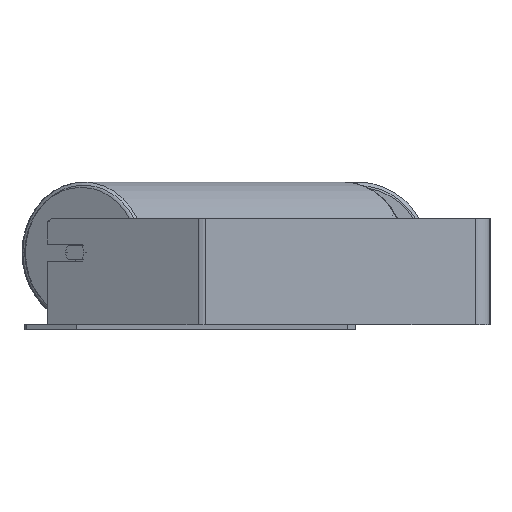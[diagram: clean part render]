
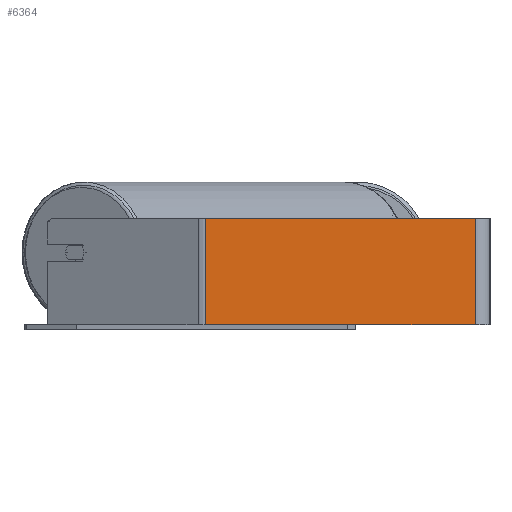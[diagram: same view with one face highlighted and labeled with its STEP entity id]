
A CAD part, left-side view. The second image highlights one B-rep face of the part: STEP entity #6364.
In plain terms, the highlighted planar face has unit normal (-1, 0, 0).
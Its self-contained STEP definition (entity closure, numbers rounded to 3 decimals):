
#665 = CARTESIAN_POINT ( 'NONE',  ( -800., 14., 50. ) ) ;
#959 = AXIS2_PLACEMENT_3D ( 'NONE', #9311, #8654, #2103 ) ;
#972 = EDGE_LOOP ( 'NONE', ( #4399, #6884, #1753, #4007 ) ) ;
#1176 = EDGE_CURVE ( 'NONE', #6287, #4676, #4701, .T. ) ;
#1326 = EDGE_CURVE ( 'NONE', #3403, #6924, #8778, .T. ) ;
#1439 = FACE_OUTER_BOUND ( 'NONE', #972, .T. ) ;
#1753 = ORIENTED_EDGE ( 'NONE', *, *, #1176, .F. ) ;
#1840 = CARTESIAN_POINT ( 'NONE',  ( -800., 268.334, -50. ) ) ;
#2103 = DIRECTION ( 'NONE',  ( 0., 0., -1. ) ) ;
#2239 = CARTESIAN_POINT ( 'NONE',  ( -800., 14., 50. ) ) ;
#2533 = DIRECTION ( 'NONE',  ( 0., -1., 0. ) ) ;
#2712 = LINE ( 'NONE', #4155, #6466 ) ;
#3014 = CARTESIAN_POINT ( 'NONE',  ( -800., 14., -50. ) ) ;
#3046 = CARTESIAN_POINT ( 'NONE',  ( -800., 268.334, 50. ) ) ;
#3050 = CARTESIAN_POINT ( 'NONE',  ( -800., 272.085, -50. ) ) ;
#3403 = VERTEX_POINT ( 'NONE', #1840 ) ;
#3688 = LINE ( 'NONE', #2239, #4160 ) ;
#4007 = ORIENTED_EDGE ( 'NONE', *, *, #8585, .T. ) ;
#4080 = VECTOR ( 'NONE', #2533, 1000. ) ;
#4155 = CARTESIAN_POINT ( 'NONE',  ( -800., 268.334, 50. ) ) ;
#4160 = VECTOR ( 'NONE', #7306, 1000. ) ;
#4399 = ORIENTED_EDGE ( 'NONE', *, *, #1326, .T. ) ;
#4676 = VERTEX_POINT ( 'NONE', #665 ) ;
#4701 = LINE ( 'NONE', #6146, #4080 ) ;
#4979 = PLANE ( 'NONE',  #959 ) ;
#5237 = DIRECTION ( 'NONE',  ( 0., -1., 0. ) ) ;
#5528 = DIRECTION ( 'NONE',  ( 0., 0., -1. ) ) ;
#6146 = CARTESIAN_POINT ( 'NONE',  ( -800., 272.085, 50. ) ) ;
#6287 = VERTEX_POINT ( 'NONE', #3046 ) ;
#6364 = ADVANCED_FACE ( 'NONE', ( #1439 ), #4979, .F. ) ;
#6466 = VECTOR ( 'NONE', #5528, 1000. ) ;
#6792 = VECTOR ( 'NONE', #5237, 1000. ) ;
#6884 = ORIENTED_EDGE ( 'NONE', *, *, #9197, .F. ) ;
#6924 = VERTEX_POINT ( 'NONE', #3014 ) ;
#7306 = DIRECTION ( 'NONE',  ( 0., 0., -1. ) ) ;
#8585 = EDGE_CURVE ( 'NONE', #6287, #3403, #2712, .T. ) ;
#8654 = DIRECTION ( 'NONE',  ( 1., 0., 0. ) ) ;
#8778 = LINE ( 'NONE', #3050, #6792 ) ;
#9197 = EDGE_CURVE ( 'NONE', #4676, #6924, #3688, .T. ) ;
#9311 = CARTESIAN_POINT ( 'NONE',  ( -800., 272.085, 50. ) ) ;
